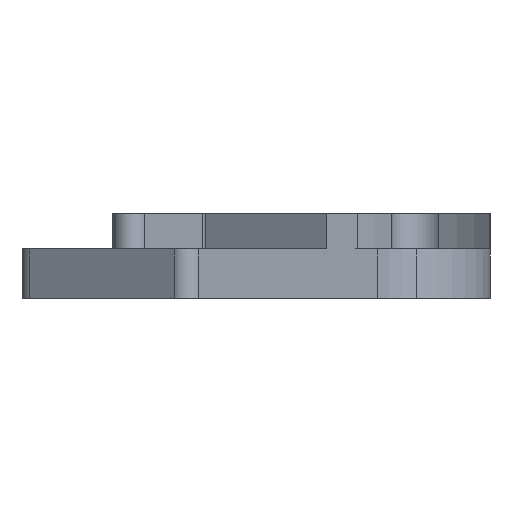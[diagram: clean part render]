
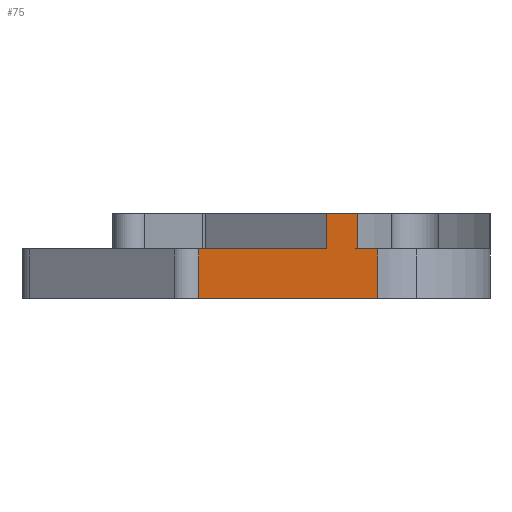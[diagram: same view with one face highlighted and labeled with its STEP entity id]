
A CAD part, left-side view. The second image highlights one B-rep face of the part: STEP entity #75.
In plain terms, the highlighted free-form (B-spline) face has degree [2, 1] with [7, 2] control points.
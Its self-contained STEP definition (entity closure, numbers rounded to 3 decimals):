
#75=ADVANCED_FACE('',(#129),#958,.T.);
#129=FACE_OUTER_BOUND('',#205,.T.);
#205=EDGE_LOOP('',(#465,#466,#467,#468,#469,#470,#471,#472));
#465=ORIENTED_EDGE('',*,*,#539,.F.);
#466=ORIENTED_EDGE('',*,*,#540,.T.);
#467=ORIENTED_EDGE('',*,*,#541,.T.);
#468=ORIENTED_EDGE('',*,*,#605,.F.);
#469=ORIENTED_EDGE('',*,*,#604,.T.);
#470=ORIENTED_EDGE('',*,*,#656,.F.);
#471=ORIENTED_EDGE('',*,*,#648,.T.);
#472=ORIENTED_EDGE('',*,*,#649,.F.);
#539=EDGE_CURVE('',#848,#916,#695,.T.);
#540=EDGE_CURVE('',#848,#849,#696,.T.);
#541=EDGE_CURVE('',#849,#887,#697,.T.);
#604=EDGE_CURVE('',#885,#886,#760,.T.);
#605=EDGE_CURVE('',#885,#887,#761,.T.);
#648=EDGE_CURVE('',#917,#918,#804,.T.);
#649=EDGE_CURVE('',#916,#918,#805,.T.);
#656=EDGE_CURVE('',#917,#886,#812,.T.);
#695=(
BOUNDED_CURVE()
B_SPLINE_CURVE(1,(#1614,#1615),.UNSPECIFIED.,.F.,.F.)
B_SPLINE_CURVE_WITH_KNOTS((2,2),(0.,7.),.UNSPECIFIED.)
CURVE()
GEOMETRIC_REPRESENTATION_ITEM()
RATIONAL_B_SPLINE_CURVE((1.,1.))
REPRESENTATION_ITEM('')
);
#696=(
BOUNDED_CURVE()
B_SPLINE_CURVE(2,(#1616,#1617,#1618,#1619,#1620,#1621,#1622),
 .UNSPECIFIED.,.F.,.F.)
B_SPLINE_CURVE_WITH_KNOTS((3,2,2,3),(1149.405,1180.801,
1185.801,1193.606),.UNSPECIFIED.)
CURVE()
GEOMETRIC_REPRESENTATION_ITEM()
RATIONAL_B_SPLINE_CURVE((1.,1.,1.,1.,1.,1.,1.))
REPRESENTATION_ITEM('')
);
#697=(
BOUNDED_CURVE()
B_SPLINE_CURVE(1,(#1623,#1624),.UNSPECIFIED.,.F.,.F.)
B_SPLINE_CURVE_WITH_KNOTS((2,2),(0.,7.),.UNSPECIFIED.)
CURVE()
GEOMETRIC_REPRESENTATION_ITEM()
RATIONAL_B_SPLINE_CURVE((1.,1.))
REPRESENTATION_ITEM('')
);
#760=(
BOUNDED_CURVE()
B_SPLINE_CURVE(1,(#1822,#1823),.UNSPECIFIED.,.F.,.F.)
B_SPLINE_CURVE_WITH_KNOTS((2,2),(0.,5.),.UNSPECIFIED.)
CURVE()
GEOMETRIC_REPRESENTATION_ITEM()
RATIONAL_B_SPLINE_CURVE((1.,1.))
REPRESENTATION_ITEM('')
);
#761=(
BOUNDED_CURVE()
B_SPLINE_CURVE(2,(#1824,#1825,#1826),.UNSPECIFIED.,.F.,.F.)
B_SPLINE_CURVE_WITH_KNOTS((3,3),(1188.563,1193.606),
 .UNSPECIFIED.)
CURVE()
GEOMETRIC_REPRESENTATION_ITEM()
RATIONAL_B_SPLINE_CURVE((1.,1.,1.))
REPRESENTATION_ITEM('')
);
#804=(
BOUNDED_CURVE()
B_SPLINE_CURVE(1,(#1966,#1967),.UNSPECIFIED.,.F.,.F.)
B_SPLINE_CURVE_WITH_KNOTS((2,2),(-5.,0.),.UNSPECIFIED.)
CURVE()
GEOMETRIC_REPRESENTATION_ITEM()
RATIONAL_B_SPLINE_CURVE((1.,1.))
REPRESENTATION_ITEM('')
);
#805=(
BOUNDED_CURVE()
B_SPLINE_CURVE(2,(#1968,#1969,#1970,#1971,#1972),.UNSPECIFIED.,.F.,.F.)
B_SPLINE_CURVE_WITH_KNOTS((3,2,3),(1149.405,1180.801,1180.93),
 .UNSPECIFIED.)
CURVE()
GEOMETRIC_REPRESENTATION_ITEM()
RATIONAL_B_SPLINE_CURVE((1.,1.,1.,1.,1.))
REPRESENTATION_ITEM('')
);
#812=(
BOUNDED_CURVE()
B_SPLINE_CURVE(2,(#2000,#2001,#2002,#2003,#2004),.UNSPECIFIED.,.F.,.F.)
B_SPLINE_CURVE_WITH_KNOTS((3,2,3),(1180.93,1185.801,1188.563),
 .UNSPECIFIED.)
CURVE()
GEOMETRIC_REPRESENTATION_ITEM()
RATIONAL_B_SPLINE_CURVE((1.,1.,1.,1.,1.))
REPRESENTATION_ITEM('')
);
#848=VERTEX_POINT('',#1498);
#849=VERTEX_POINT('',#1499);
#885=VERTEX_POINT('',#1535);
#886=VERTEX_POINT('',#1536);
#887=VERTEX_POINT('',#1537);
#916=VERTEX_POINT('',#1566);
#917=VERTEX_POINT('',#1567);
#918=VERTEX_POINT('',#1568);
#958=(
BOUNDED_SURFACE()
B_SPLINE_SURFACE(2,1,((#1059,#1060),(#1061,#1062),(#1063,#1064),(#1065,
#1066),(#1067,#1068),(#1069,#1070),(#1071,#1072)),.UNSPECIFIED.,.F.,.F.,
 .F.)
B_SPLINE_SURFACE_WITH_KNOTS((3,2,2,3),(2,2),(1149.405,1180.801,
1185.801,1193.606),(0.,12.),.UNSPECIFIED.)
GEOMETRIC_REPRESENTATION_ITEM()
RATIONAL_B_SPLINE_SURFACE(((1.,1.),(1.,1.),(1.,1.),(1.,1.),(1.,1.),(1.,
1.),(1.,1.)))
REPRESENTATION_ITEM('')
SURFACE()
);
#1059=CARTESIAN_POINT('',(-1380.422,-239.067,0.));
#1060=CARTESIAN_POINT('',(-1380.422,-239.067,12.));
#1061=CARTESIAN_POINT('',(-1367.563,-248.071,0.));
#1062=CARTESIAN_POINT('',(-1367.563,-248.071,12.));
#1063=CARTESIAN_POINT('',(-1354.704,-257.074,0.));
#1064=CARTESIAN_POINT('',(-1354.704,-257.074,12.));
#1065=CARTESIAN_POINT('',(-1352.656,-258.508,0.));
#1066=CARTESIAN_POINT('',(-1352.656,-258.508,12.));
#1067=CARTESIAN_POINT('',(-1350.609,-259.942,0.));
#1068=CARTESIAN_POINT('',(-1350.609,-259.942,12.));
#1069=CARTESIAN_POINT('',(-1347.412,-262.181,0.));
#1070=CARTESIAN_POINT('',(-1347.412,-262.181,12.));
#1071=CARTESIAN_POINT('',(-1344.215,-264.419,0.));
#1072=CARTESIAN_POINT('',(-1344.215,-264.419,12.));
#1498=CARTESIAN_POINT('',(-1380.422,-239.067,0.));
#1499=CARTESIAN_POINT('',(-1344.215,-264.419,0.));
#1535=CARTESIAN_POINT('',(-1348.346,-261.526,7.));
#1536=CARTESIAN_POINT('',(-1348.346,-261.526,12.));
#1537=CARTESIAN_POINT('',(-1344.215,-264.419,7.));
#1566=CARTESIAN_POINT('',(-1380.422,-239.067,7.));
#1567=CARTESIAN_POINT('',(-1354.599,-257.149,12.));
#1568=CARTESIAN_POINT('',(-1354.599,-257.149,7.));
#1614=CARTESIAN_POINT('',(-1380.422,-239.067,0.));
#1615=CARTESIAN_POINT('',(-1380.422,-239.067,7.));
#1616=CARTESIAN_POINT('',(-1380.422,-239.067,0.));
#1617=CARTESIAN_POINT('',(-1367.563,-248.071,0.));
#1618=CARTESIAN_POINT('',(-1354.704,-257.074,0.));
#1619=CARTESIAN_POINT('',(-1352.656,-258.508,0.));
#1620=CARTESIAN_POINT('',(-1350.609,-259.942,0.));
#1621=CARTESIAN_POINT('',(-1347.412,-262.181,0.));
#1622=CARTESIAN_POINT('',(-1344.215,-264.419,0.));
#1623=CARTESIAN_POINT('',(-1344.215,-264.419,0.));
#1624=CARTESIAN_POINT('',(-1344.215,-264.419,7.));
#1822=CARTESIAN_POINT('',(-1348.346,-261.526,7.));
#1823=CARTESIAN_POINT('',(-1348.346,-261.526,12.));
#1824=CARTESIAN_POINT('',(-1348.346,-261.526,7.));
#1825=CARTESIAN_POINT('',(-1346.281,-262.973,7.));
#1826=CARTESIAN_POINT('',(-1344.215,-264.419,7.));
#1966=CARTESIAN_POINT('',(-1354.599,-257.149,12.));
#1967=CARTESIAN_POINT('',(-1354.599,-257.149,7.));
#1968=CARTESIAN_POINT('',(-1380.422,-239.067,7.));
#1969=CARTESIAN_POINT('',(-1367.563,-248.071,7.));
#1970=CARTESIAN_POINT('',(-1354.704,-257.074,7.));
#1971=CARTESIAN_POINT('',(-1354.651,-257.112,7.));
#1972=CARTESIAN_POINT('',(-1354.599,-257.149,7.));
#2000=CARTESIAN_POINT('',(-1354.599,-257.149,12.));
#2001=CARTESIAN_POINT('',(-1352.604,-258.545,12.));
#2002=CARTESIAN_POINT('',(-1350.609,-259.942,12.));
#2003=CARTESIAN_POINT('',(-1349.477,-260.734,12.));
#2004=CARTESIAN_POINT('',(-1348.346,-261.526,12.));
